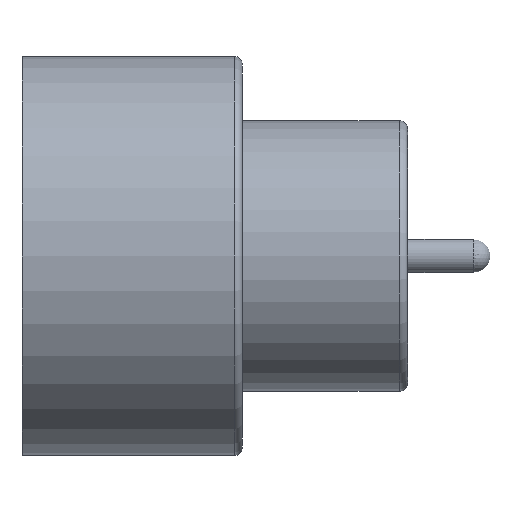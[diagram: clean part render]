
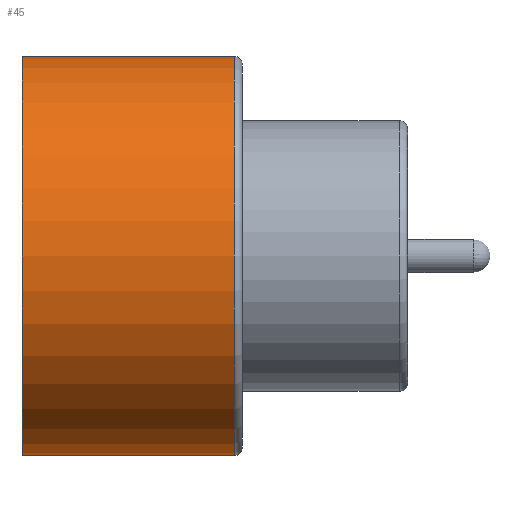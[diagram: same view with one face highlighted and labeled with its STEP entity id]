
A CAD part, front view. The second image highlights one B-rep face of the part: STEP entity #45.
In plain terms, the highlighted cylindrical face has radius 1.841 mm (diameter 3.683 mm), a full revolution.
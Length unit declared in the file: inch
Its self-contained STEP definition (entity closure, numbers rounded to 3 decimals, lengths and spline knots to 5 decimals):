
#3 = FACE_OUTER_BOUND ( 'NONE', #157, .T. ) ;
#45 = ADVANCED_FACE ( 'NONE', ( #3, #189 ), #448, .T. ) ;
#79 = VERTEX_POINT ( 'NONE', #332 ) ;
#80 = DIRECTION ( 'NONE',  ( 0., 1., 0. ) ) ;
#87 = AXIS2_PLACEMENT_3D ( 'NONE', #109, #255, #101 ) ;
#101 = DIRECTION ( 'NONE',  ( 0., 1., 0. ) ) ;
#105 = AXIS2_PLACEMENT_3D ( 'NONE', #415, #119, #80 ) ;
#109 = CARTESIAN_POINT ( 'NONE',  ( 0., 0., 0. ) ) ;
#119 = DIRECTION ( 'NONE',  ( 1., 0., 0. ) ) ;
#137 = CIRCLE ( 'NONE', #302, 0.0725 ) ;
#157 = EDGE_LOOP ( 'NONE', ( #402 ) ) ;
#177 = EDGE_LOOP ( 'NONE', ( #434 ) ) ;
#189 = FACE_OUTER_BOUND ( 'NONE', #177, .T. ) ;
#200 = EDGE_CURVE ( 'NONE', #394, #394, #137, .T. ) ;
#255 = DIRECTION ( 'NONE',  ( 1., 0., 0. ) ) ;
#270 = CARTESIAN_POINT ( 'NONE',  ( 0.077, 0., 0. ) ) ;
#302 = AXIS2_PLACEMENT_3D ( 'NONE', #270, #306, #417 ) ;
#306 = DIRECTION ( 'NONE',  ( -1., 0., 0. ) ) ;
#314 = CIRCLE ( 'NONE', #87, 0.0725 ) ;
#332 = CARTESIAN_POINT ( 'NONE',  ( 0., 0.0725, 0. ) ) ;
#336 = CARTESIAN_POINT ( 'NONE',  ( 0.077, -0.0725, 0. ) ) ;
#394 = VERTEX_POINT ( 'NONE', #336 ) ;
#402 = ORIENTED_EDGE ( 'NONE', *, *, #200, .T. ) ;
#415 = CARTESIAN_POINT ( 'NONE',  ( 0.17, 0., 0. ) ) ;
#417 = DIRECTION ( 'NONE',  ( 0., -1., 0. ) ) ;
#434 = ORIENTED_EDGE ( 'NONE', *, *, #474, .T. ) ;
#448 = CYLINDRICAL_SURFACE ( 'NONE', #105, 0.0725 ) ;
#474 = EDGE_CURVE ( 'NONE', #79, #79, #314, .T. ) ;
